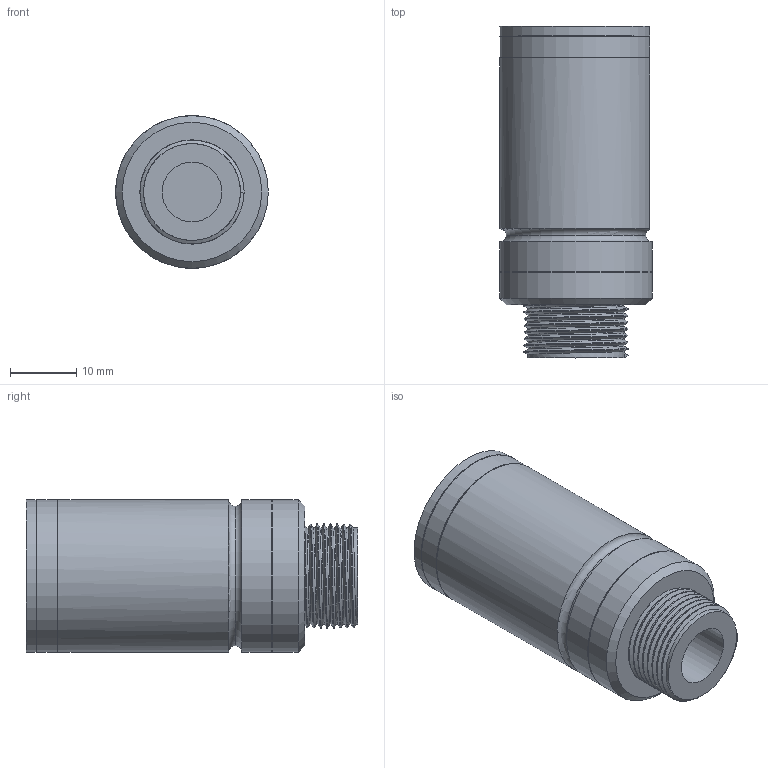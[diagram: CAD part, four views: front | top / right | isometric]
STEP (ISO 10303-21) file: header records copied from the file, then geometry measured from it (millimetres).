
FILE_DESCRIPTION(('CAx-IF Rec.Pracs.---Model Styling and Organization---1.5---2016-08-15','CAx-IF Rec.Pracs.---Geometric and Assembly Validation Properties---4.4---2016-08-17','CAx-IF Rec.Pracs.---User Defined Attributes---1.5---2016-08-15','CAx-IF Rec.Pracs.---External References---2.1---2005-01-19'),'2;1');
FILE_NAME('Oxygen Sensor KE-25F3.stp','2021-04-29T14:36:20',('Unspecified'),('Unspecified'),'CAD Exchanger 3.9.1 (cadexchanger.com)','Unspecified','');
FILE_SCHEMA(('AUTOMOTIVE_DESIGN { 1 0 10303 214 1 1 1 1 }'));
Length unit declared in the file: millimetre
Products named in the file (1): Oxygen Sensor KE-25F3
Bounding box: 23 x 50 x 23 mm (x, y, z)
Volume: 18145.3 mm3; surface area: 4738.7 mm2
Topology: 1 solids, 1 shells, 32 faces, 61 edges, 39 vertices
Faces by surface type: plane 16, cylinder 10, bspline 3, torus 2, cone 1
Full cylindrical faces by diameter (mm): 9 x1, 22.8 x1, 23 x2
Entity records: 2529 total; most frequent: CARTESIAN_POINT 1660, DIRECTION 127, ORIENTED_EDGE 122, EDGE_CURVE 61, AXIS2_PLACEMENT_3D 52, FACE_BOUND 40, EDGE_LOOP 40, VERTEX_POINT 39
